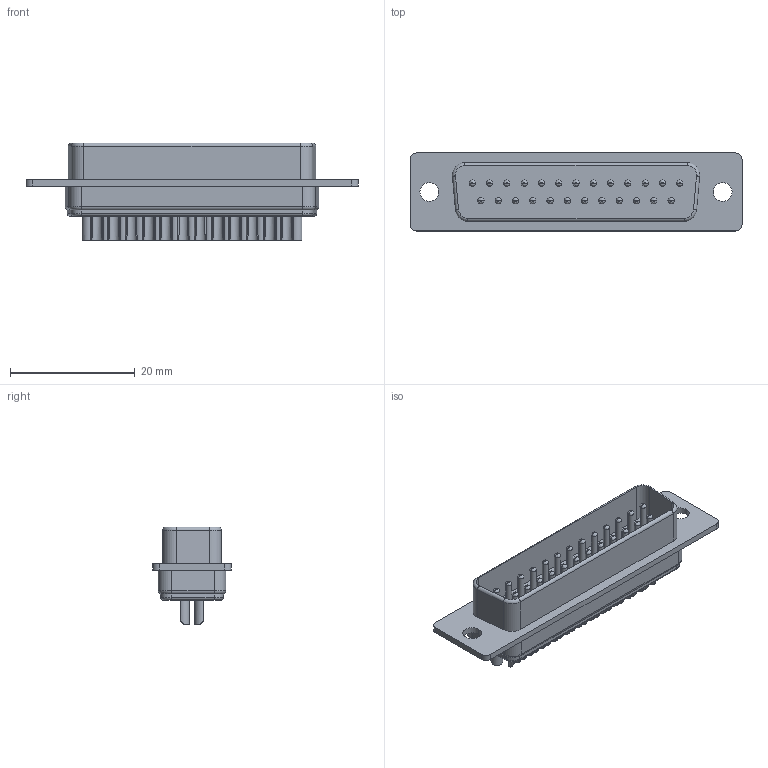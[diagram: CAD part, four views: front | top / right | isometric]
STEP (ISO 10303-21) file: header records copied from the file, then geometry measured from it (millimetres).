
FILE_DESCRIPTION((''),'2;1');
FILE_NAME('9710332','2016-05-01T',('Claudinei'),(''),'PRO/ENGINEER BY PARAMETRIC TECHNOLOGY CORPORATION, 2012130','PRO/ENGINEER BY PARAMETRIC TECHNOLOGY CORPORATION, 2012130','');
FILE_SCHEMA(('CONFIG_CONTROL_DESIGN'));
Length unit declared in the file: millimetre
Products named in the file (1): 9710332
Bounding box: 53.2 x 12.5 x 15.7 mm (x, y, z)
Volume: 2929.9 mm3; surface area: 4162.7 mm2
Topology: 1 solids, 1 shells, 372 faces, 864 edges, 546 vertices
Faces by surface type: cylinder 186, plane 124, bspline 50, torus 12
Entity records: 12450 total; most frequent: CARTESIAN_POINT 3982, DIRECTION 1784, ORIENTED_EDGE 1728, EDGE_CURVE 864, AXIS2_PLACEMENT_3D 698, VERTEX_POINT 546, EDGE_LOOP 428, VECTOR 388
